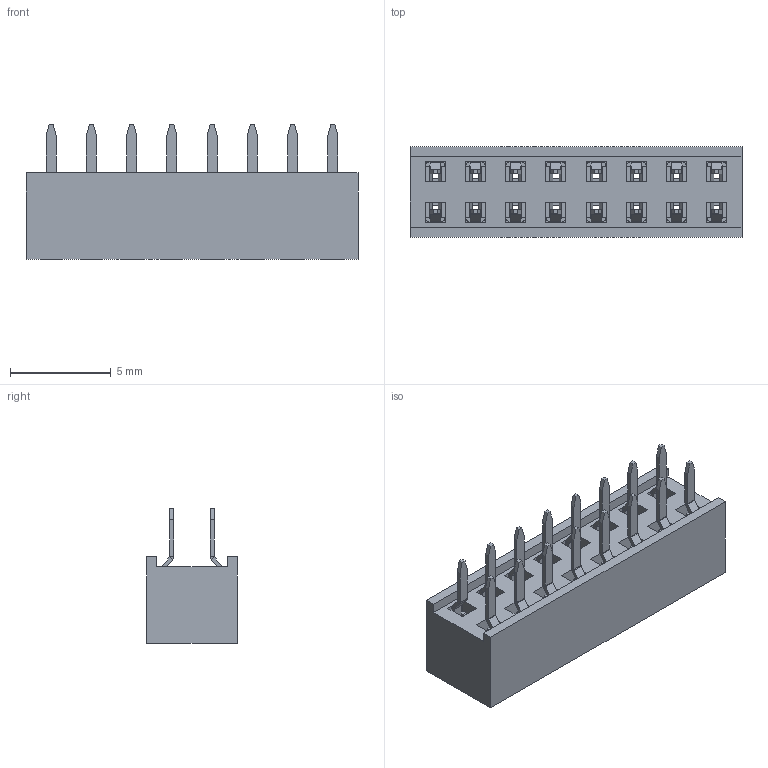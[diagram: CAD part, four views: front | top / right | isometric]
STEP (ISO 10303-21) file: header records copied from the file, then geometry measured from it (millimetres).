
FILE_DESCRIPTION (( 'STEP AP214' ), '1' );
FILE_NAME ('FFH20001-D16S1014K6K -REF.STEP', '2025-01-20T06:52:28', ( '' ), ( '' ), 'SwSTEP 2.0', 'SolidWorks 2021', '' );
FILE_SCHEMA (( 'AUTOMOTIVE_DESIGN' ));
Length unit declared in the file: millimetre
Products named in the file (1): FFH20001-D16S1014K6K -REF
Bounding box: 16.5 x 4.5 x 6.7 mm (x, y, z)
Volume: 255.5 mm3; surface area: 729.8 mm2
Topology: 1 solids, 1 shells, 1226 faces, 2968 edges, 1712 vertices
Faces by surface type: plane 1002, cylinder 224
Entity records: 34658 total; most frequent: CARTESIAN_POINT 6003, ORIENTED_EDGE 5936, DIRECTION 5838, EDGE_CURVE 2968, VECTOR 2488, LINE 2488, VERTEX_POINT 1712, AXIS2_PLACEMENT_3D 1675
